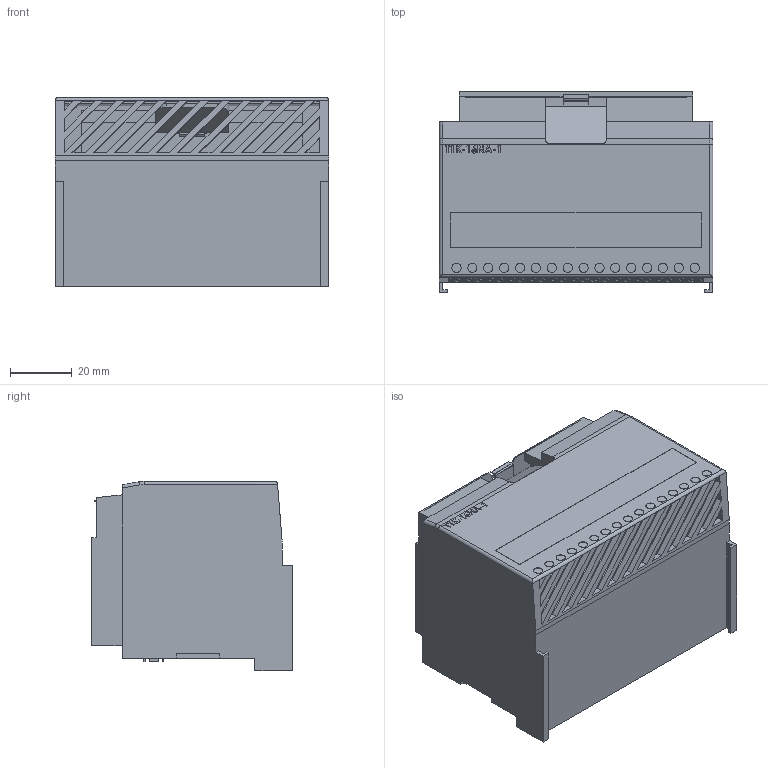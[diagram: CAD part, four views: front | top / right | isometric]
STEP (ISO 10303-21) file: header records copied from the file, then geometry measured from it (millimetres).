
FILE_DESCRIPTION (( 'STEP AP214' ), '1' );
FILE_NAME ('T1K-16NA-1.STEP', '2013-11-18T13:10:41', ( '' ), ( '' ), 'SwSTEP 2.0', 'SolidWorks 2013', '' );
FILE_SCHEMA (( 'AUTOMOTIVE_DESIGN' ));
Length unit declared in the file: millimetre
Products named in the file (1): T1K-16NA-1
Bounding box: 88.7 x 65.1 x 61.36 mm (x, y, z)
Volume: 45450.2 mm3; surface area: 54522.6 mm2
Topology: 1 solids, 1 shells, 644 faces, 1662 edges, 1079 vertices
Faces by surface type: plane 453, cylinder 181, bspline 8, torus 2
Entity records: 27080 total; most frequent: CARTESIAN_POINT 3904, ORIENTED_EDGE 3324, DIRECTION 3254, EDGE_CURVE 1662, VECTOR 1276, LINE 1276, VERTEX_POINT 1079, AXIS2_PLACEMENT_3D 989
